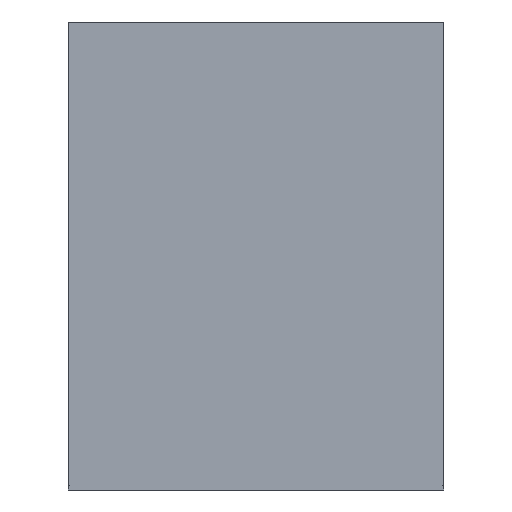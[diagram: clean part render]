
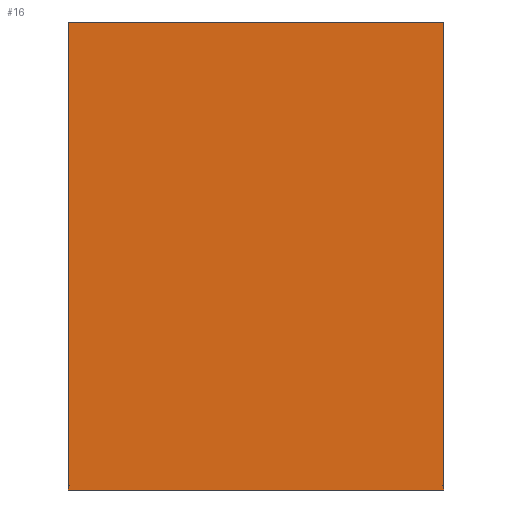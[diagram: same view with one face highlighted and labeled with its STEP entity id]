
A CAD part, front view. The second image highlights one B-rep face of the part: STEP entity #16.
In plain terms, the highlighted planar face has unit normal (0, -1, 0).
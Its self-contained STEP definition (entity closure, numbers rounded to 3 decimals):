
#16 = ADVANCED_FACE ( 'NONE', ( #138 ), #44, .T. ) ;
#26 = ORIENTED_EDGE ( 'NONE', *, *, #404, .T. ) ;
#37 = LINE ( 'NONE', #191, #374 ) ;
#42 = LINE ( 'NONE', #319, #383 ) ;
#44 = PLANE ( 'NONE',  #364 ) ;
#46 = CARTESIAN_POINT ( 'NONE',  ( -40.123, -20.76, -10. ) ) ;
#59 = DIRECTION ( 'NONE',  ( 1., 0., 0. ) ) ;
#70 = EDGE_CURVE ( 'NONE', #270, #312, #157, .T. ) ;
#71 = VECTOR ( 'NONE', #59, 1000. ) ;
#104 = VECTOR ( 'NONE', #513, 1000. ) ;
#111 = ORIENTED_EDGE ( 'NONE', *, *, #268, .T. ) ;
#131 = DIRECTION ( 'NONE',  ( 0., -1., 0. ) ) ;
#138 = FACE_OUTER_BOUND ( 'NONE', #551, .T. ) ;
#143 = DIRECTION ( 'NONE',  ( 1., 0., 0. ) ) ;
#153 = VERTEX_POINT ( 'NONE', #372 ) ;
#154 = DIRECTION ( 'NONE',  ( 0., 0., 1. ) ) ;
#157 = LINE ( 'NONE', #201, #71 ) ;
#188 = DIRECTION ( 'NONE',  ( 0., 0., 1. ) ) ;
#191 = CARTESIAN_POINT ( 'NONE',  ( 0., -20.76, 90. ) ) ;
#201 = CARTESIAN_POINT ( 'NONE',  ( 0., -20.76, -10. ) ) ;
#202 = VECTOR ( 'NONE', #188, 1000. ) ;
#203 = EDGE_CURVE ( 'NONE', #496, #232, #37, .T. ) ;
#212 = ORIENTED_EDGE ( 'NONE', *, *, #287, .F. ) ;
#226 = CARTESIAN_POINT ( 'NONE',  ( 40.123, -20.76, 90. ) ) ;
#228 = ORIENTED_EDGE ( 'NONE', *, *, #203, .F. ) ;
#232 = VERTEX_POINT ( 'NONE', #226 ) ;
#268 = EDGE_CURVE ( 'NONE', #312, #153, #409, .T. ) ;
#270 = VERTEX_POINT ( 'NONE', #46 ) ;
#287 = EDGE_CURVE ( 'NONE', #270, #564, #42, .T. ) ;
#312 = VERTEX_POINT ( 'NONE', #506 ) ;
#319 = CARTESIAN_POINT ( 'NONE',  ( -40.123, -20.76, -10. ) ) ;
#322 = CARTESIAN_POINT ( 'NONE',  ( 40.123, -20.76, -10. ) ) ;
#359 = DIRECTION ( 'NONE',  ( 1., 0., 0. ) ) ;
#364 = AXIS2_PLACEMENT_3D ( 'NONE', #501, #131, #359 ) ;
#372 = CARTESIAN_POINT ( 'NONE',  ( 40.123, -20.76, -9. ) ) ;
#373 = DIRECTION ( 'NONE',  ( 0., 0., 1. ) ) ;
#374 = VECTOR ( 'NONE', #143, 1000. ) ;
#383 = VECTOR ( 'NONE', #373, 1000. ) ;
#390 = LINE ( 'NONE', #566, #586 ) ;
#404 = EDGE_CURVE ( 'NONE', #153, #232, #390, .T. ) ;
#406 = CARTESIAN_POINT ( 'NONE',  ( -40.123, -20.76, -9. ) ) ;
#409 = LINE ( 'NONE', #322, #104 ) ;
#417 = ORIENTED_EDGE ( 'NONE', *, *, #70, .T. ) ;
#487 = ORIENTED_EDGE ( 'NONE', *, *, #546, .F. ) ;
#496 = VERTEX_POINT ( 'NONE', #594 ) ;
#501 = CARTESIAN_POINT ( 'NONE',  ( 0., -20.76, -10. ) ) ;
#506 = CARTESIAN_POINT ( 'NONE',  ( 40.123, -20.76, -10. ) ) ;
#513 = DIRECTION ( 'NONE',  ( 0., 0., 1. ) ) ;
#546 = EDGE_CURVE ( 'NONE', #564, #496, #547, .T. ) ;
#547 = LINE ( 'NONE', #603, #202 ) ;
#551 = EDGE_LOOP ( 'NONE', ( #212, #417, #111, #26, #228, #487 ) ) ;
#564 = VERTEX_POINT ( 'NONE', #406 ) ;
#566 = CARTESIAN_POINT ( 'NONE',  ( 40.123, -20.76, -10. ) ) ;
#586 = VECTOR ( 'NONE', #154, 1000. ) ;
#594 = CARTESIAN_POINT ( 'NONE',  ( -40.123, -20.76, 90. ) ) ;
#603 = CARTESIAN_POINT ( 'NONE',  ( -40.123, -20.76, -10. ) ) ;
